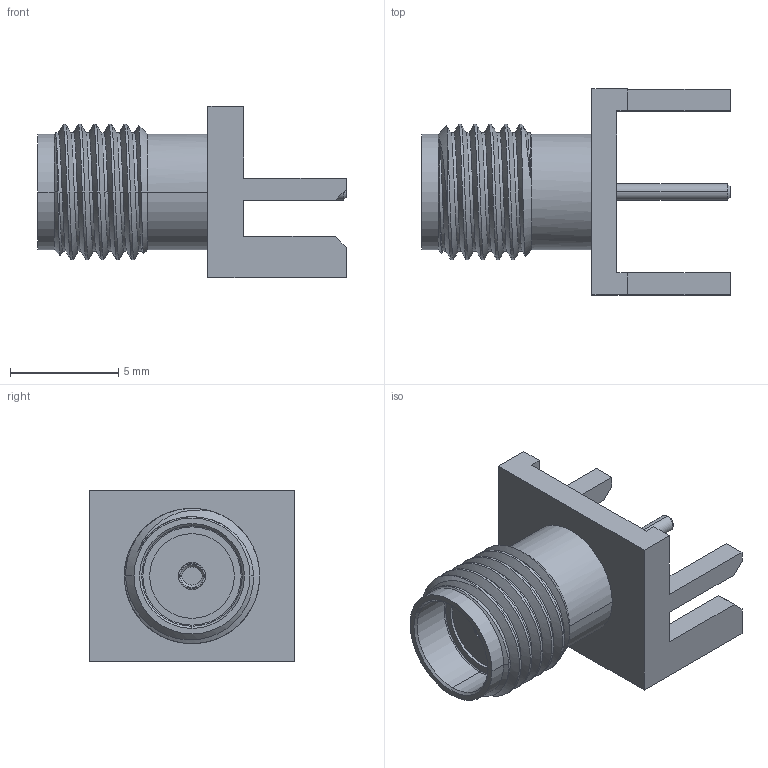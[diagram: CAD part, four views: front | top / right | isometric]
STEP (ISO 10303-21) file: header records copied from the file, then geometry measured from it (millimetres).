
FILE_DESCRIPTION(('FreeCAD Model'),'2;1');
FILE_NAME( '732511150.step', '2018-04-20T14:15:31',(''),(''),'Open CASCADE STEP processor 7.2', 'FreeCAD','Unknown');
FILE_SCHEMA(('AUTOMOTIVE_DESIGN { 1 0 10303 214 1 1 1 1 }'));
Length unit declared in the file: millimetre
Products named in the file (1): Cut
Bounding box: 14.27 x 9.53 x 7.92 mm (x, y, z)
Volume: 277.4 mm3; surface area: 585.2 mm2
Topology: 1 solids, 5 shells, 122 faces, 311 edges, 206 vertices
Faces by surface type: plane 54, cylinder 50, cone 13, torus 3, bspline 2
Full cylindrical faces by diameter (mm): 1 x1, 4 x1
Entity records: 7925 total; most frequent: CARTESIAN_POINT 4212, ORIENTED_EDGE 622, DIRECTION 535, EDGE_CURVE 311, VERTEX_POINT 206, AXIS2_PLACEMENT_3D 189, LINE 157, VECTOR 157
